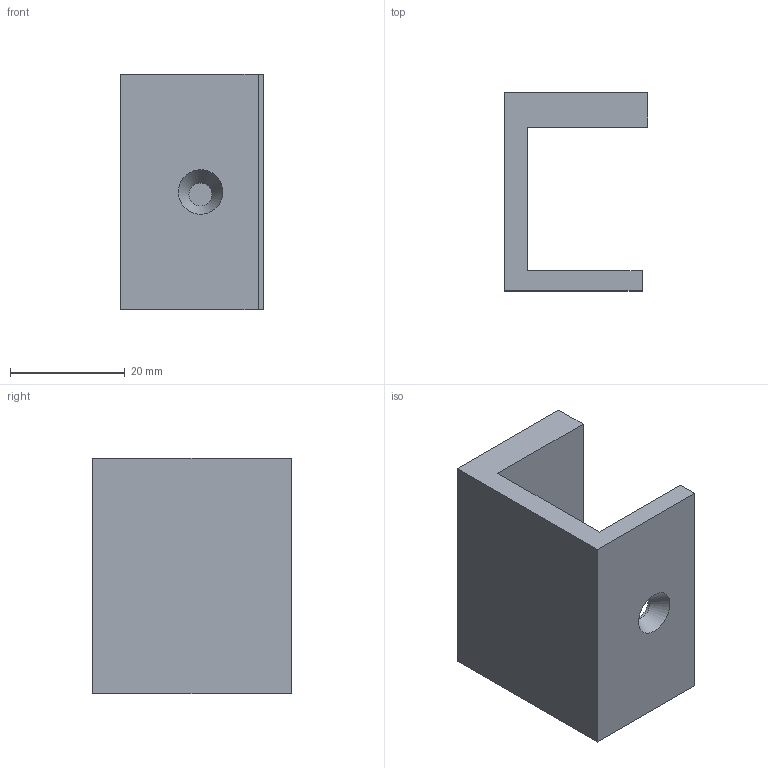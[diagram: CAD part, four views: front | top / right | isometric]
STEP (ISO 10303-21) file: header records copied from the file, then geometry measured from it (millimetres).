
FILE_DESCRIPTION(/* description */ (''),/* implementation_level */ '2;1');
FILE_NAME(/* name */ 'Parte 5 - Soporte de abajo.stp',/* time_stamp */ '2025-01-31T12:43:32-05:00',/* author */ ('sara_'),/* organization */ (''),/* preprocessor_version */ 'ST-DEVELOPER v19.2',/* originating_system */ 'Autodesk Inventor 2024',/* authorisation */ '');
FILE_SCHEMA (('AUTOMOTIVE_DESIGN { 1 0 10303 214 3 1 1 }'));
Length unit declared in the file: millimetre
Products named in the file (1): Parte 5 - Soporte de abajo
Bounding box: 25 x 34.5 x 41 mm (x, y, z)
Volume: 13603.6 mm3; surface area: 7199 mm2
Topology: 1 solids, 1 shells, 12 faces, 30 edges, 20 vertices
Faces by surface type: plane 10, cylinder 1, bspline 1
Full cylindrical faces by diameter (mm): 4 x1
Entity records: 417 total; most frequent: CARTESIAN_POINT 81, ORIENTED_EDGE 60, DIRECTION 57, EDGE_CURVE 30, LINE 25, VECTOR 25, VERTEX_POINT 20, AXIS2_PLACEMENT_3D 16
